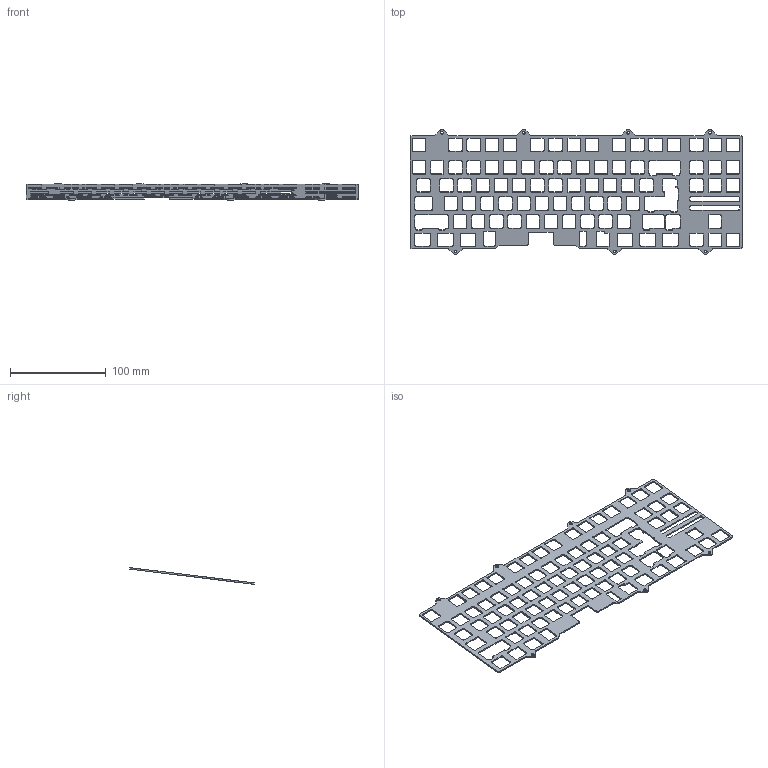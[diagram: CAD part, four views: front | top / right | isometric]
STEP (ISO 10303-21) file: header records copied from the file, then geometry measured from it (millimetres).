
FILE_DESCRIPTION(/* description */ (''),/* implementation_level */ '2;1');
FILE_NAME(/* name */ 'Caerdroia_Universal_Plate_05.15.24.step',/* time_stamp */ '2024-05-16T13:49:35+01:00',/* author */ (''),/* organization */ (''),/* preprocessor_version */ 'ST-DEVELOPER v20',/* originating_system */ 'Autodesk Translation Framework v12.20.1.177',/* authorisation */ '');
FILE_SCHEMA (('AUTOMOTIVE_DESIGN { 1 0 10303 214 3 1 1 }'));
Length unit declared in the file: millimetre
Products named in the file (1): Top plate (1)
Bounding box: 347.66 x 130.86 x 17.53 mm (x, y, z)
Volume: 32746 mm3; surface area: 53119.8 mm2
Topology: 1 solids, 1 shells, 865 faces, 2589 edges, 1726 vertices
Faces by surface type: plane 440, cylinder 425
Full cylindrical faces by diameter (mm): 3 x7
Entity records: 29781 total; most frequent: CARTESIAN_POINT 5181, ORIENTED_EDGE 5178, DIRECTION 5171, EDGE_CURVE 2589, LINE 1739, VECTOR 1739, VERTEX_POINT 1726, AXIS2_PLACEMENT_3D 1716
